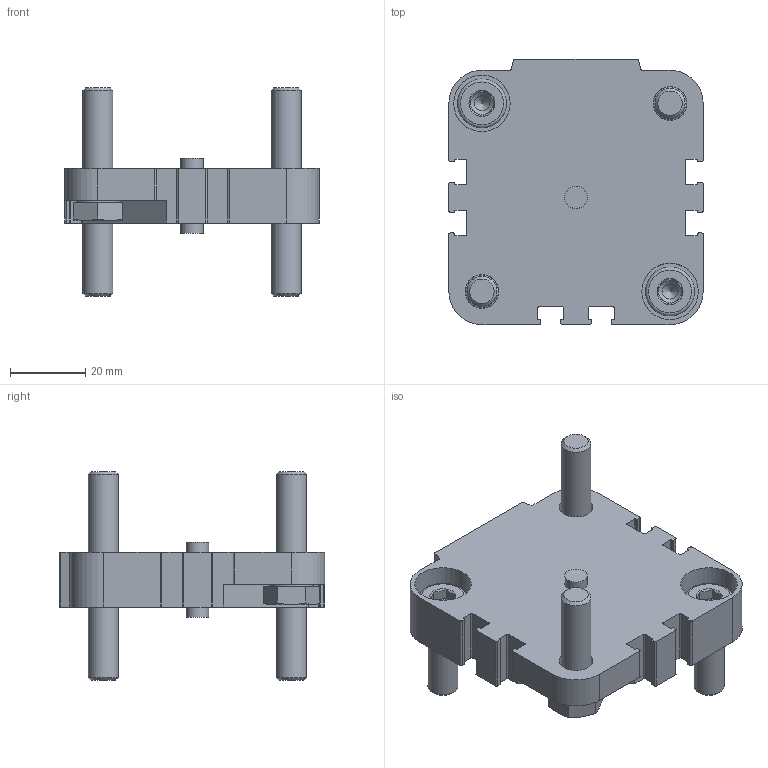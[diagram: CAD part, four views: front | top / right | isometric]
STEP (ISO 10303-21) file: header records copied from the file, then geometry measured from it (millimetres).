
FILE_DESCRIPTION(/* description */ ('STEP AP214'),/* implementation_level */ '2;1');
FILE_NAME(/* name */ '161199_DPVU-50',/* time_stamp */ '2024-08-20T22:50:28+02:00',/* author */ ('License CC BY-ND 4.0'),/* organization */ ('CADENAS'),/* preprocessor_version */ 'ST-DEVELOPER v19.3',/* originating_system */ 'PARTsolutions',/* authorisation */ ' ');
FILE_SCHEMA (('AUTOMOTIVE_DESIGN {1 0 10303 214 3 1 1}'));
Length unit declared in the file: millimetre
Products named in the file (4): 161199 DPVU-50; 161199 DPVU-50 - P; Hexagon bolt DIN 933 - M8x30; DIN-6912 - M8x25(F)
Assembly tree (5 placements, depth 2):
  161199 DPVU-50
    161199 DPVU-50 - P
    Hexagon bolt DIN 933 - M8x30  x2
    DIN-6912 - M8x25(F)  x2
Bounding box: 67.6 x 70.5 x 55.5 mm (x, y, z)
Volume: 61588.7 mm3; surface area: 19335.1 mm2
Topology: 5 solids, 5 shells, 228 faces, 562 edges, 354 vertices
Faces by surface type: plane 116, cylinder 74, cone 32, torus 6
Full cylindrical faces by diameter (mm): 4 x2, 6 x2, 8 x4, 9 x4, 11.63 x2, 13 x2, 15 x2
Entity records: 5541 total; most frequent: CARTESIAN_POINT 994, DIRECTION 958, ORIENTED_EDGE 890, EDGE_CURVE 445, AXIS2_PLACEMENT_3D 346, VERTEX_POINT 300, LINE 266, VECTOR 266
